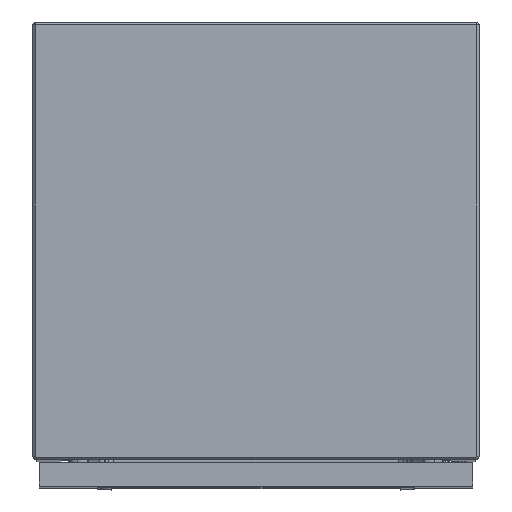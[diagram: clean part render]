
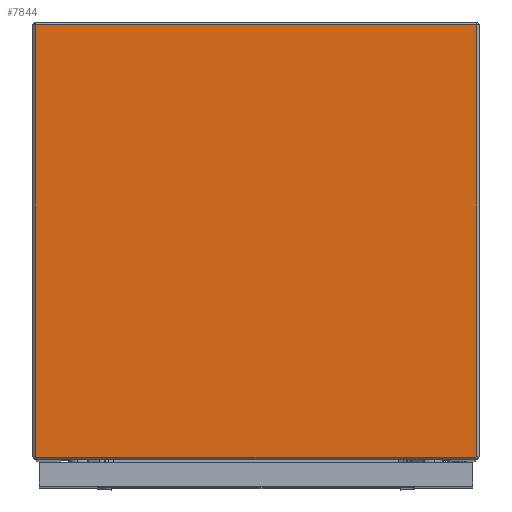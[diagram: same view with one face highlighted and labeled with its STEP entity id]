
A CAD part, top view. The second image highlights one B-rep face of the part: STEP entity #7844.
In plain terms, the highlighted planar face has unit normal (0, 0, 1).
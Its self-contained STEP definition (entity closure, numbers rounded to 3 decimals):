
#7613=CARTESIAN_POINT('',(-7.9,586.724,857.));
#7614=VERTEX_POINT('',#7613);
#7621=CARTESIAN_POINT('',(344.1,586.724,857.));
#7622=VERTEX_POINT('',#7621);
#7623=CARTESIAN_POINT('',(-7.9,586.724,857.));
#7624=DIRECTION('',(1.0,0.0,0.0));
#7625=VECTOR('',#7624,352.);
#7626=LINE('',#7623,#7625);
#7627=EDGE_CURVE('',#7614,#7622,#7626,.T.);
#7644=CARTESIAN_POINT('',(343.1,241.724,857.));
#7645=VERTEX_POINT('',#7644);
#7652=CARTESIAN_POINT('',(-6.9,241.724,857.));
#7653=VERTEX_POINT('',#7652);
#7654=CARTESIAN_POINT('',(343.1,241.724,857.));
#7655=DIRECTION('',(-1.0,0.0,0.0));
#7656=VECTOR('',#7655,350.);
#7657=LINE('',#7654,#7656);
#7658=EDGE_CURVE('',#7645,#7653,#7657,.T.);
#7682=CARTESIAN_POINT('',(344.1,242.724,857.));
#7683=VERTEX_POINT('',#7682);
#7690=CARTESIAN_POINT('',(343.1,242.724,857.));
#7691=DIRECTION('',(0.0,0.0,-1.0));
#7692=DIRECTION('',(0.707,-0.707,0.0));
#7693=AXIS2_PLACEMENT_3D('',#7690,#7691,#7692);
#7694=CIRCLE('',#7693,1.);
#7695=EDGE_CURVE('',#7683,#7645,#7694,.T.);
#7707=CARTESIAN_POINT('',(-7.9,242.724,857.));
#7708=VERTEX_POINT('',#7707);
#7725=CARTESIAN_POINT('',(-6.9,242.724,857.));
#7726=DIRECTION('',(0.0,0.0,-1.0));
#7727=DIRECTION('',(-0.707,-0.707,0.0));
#7728=AXIS2_PLACEMENT_3D('',#7725,#7726,#7727);
#7729=CIRCLE('',#7728,1.);
#7730=EDGE_CURVE('',#7653,#7708,#7729,.T.);
#7746=CARTESIAN_POINT('',(344.1,586.724,857.));
#7747=DIRECTION('',(0.0,-1.0,0.0));
#7748=VECTOR('',#7747,344.);
#7749=LINE('',#7746,#7748);
#7750=EDGE_CURVE('',#7622,#7683,#7749,.T.);
#7777=CARTESIAN_POINT('',(-7.9,242.724,857.));
#7778=DIRECTION('',(0.0,1.0,0.0));
#7779=VECTOR('',#7778,344.);
#7780=LINE('',#7777,#7779);
#7781=EDGE_CURVE('',#7708,#7614,#7780,.T.);
#7831=CARTESIAN_POINT('',(168.1,414.224,857.));
#7832=DIRECTION('',(0.0,0.0,1.0));
#7833=DIRECTION('',(1.0,0.0,0.0));
#7834=AXIS2_PLACEMENT_3D('',#7831,#7832,#7833);
#7835=PLANE('',#7834);
#7836=ORIENTED_EDGE('',*,*,#7658,.F.);
#7837=ORIENTED_EDGE('',*,*,#7695,.F.);
#7838=ORIENTED_EDGE('',*,*,#7750,.F.);
#7839=ORIENTED_EDGE('',*,*,#7627,.F.);
#7840=ORIENTED_EDGE('',*,*,#7781,.F.);
#7841=ORIENTED_EDGE('',*,*,#7730,.F.);
#7842=EDGE_LOOP('',(#7836,#7837,#7838,#7839,#7840,#7841));
#7843=FACE_OUTER_BOUND('',#7842,.T.);
#7844=ADVANCED_FACE('',(#7843),#7835,.T.);
